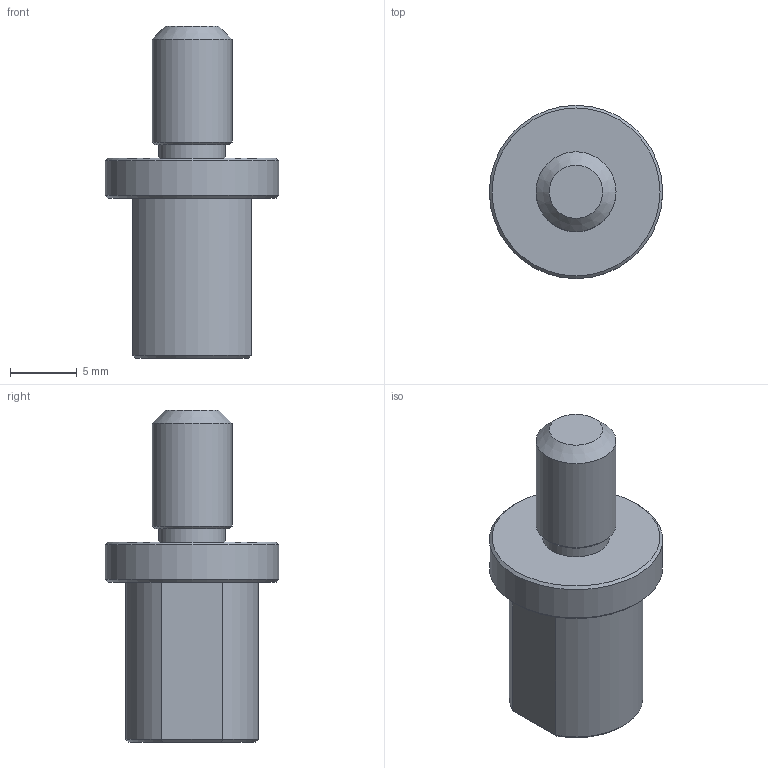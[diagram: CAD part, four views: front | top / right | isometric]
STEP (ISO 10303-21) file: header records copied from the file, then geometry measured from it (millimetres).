
FILE_DESCRIPTION(('FreeCAD Model'),'2;1');
FILE_NAME('Open CASCADE Shape Model','2025-04-06T11:28:15',('FreeCAD'),( 'FreeCAD'),'Open CASCADE STEP processor 7.8','FreeCAD','Unknown');
FILE_SCHEMA(('AUTOMOTIVE_DESIGN { 1 0 10303 214 1 1 1 1 }'));
Length unit declared in the file: millimetre
Products named in the file (1): Open CASCADE STEP translator 7.8 1
Bounding box: 13 x 13 x 24.9 mm (x, y, z)
Volume: 1315.9 mm3; surface area: 1114.2 mm2
Topology: 1 solids, 1 shells, 23 faces, 42 edges, 25 vertices
Faces by surface type: plane 10, cone 7, cylinder 6
Full cylindrical faces by diameter (mm): 5 x2, 6 x1, 13 x1
Entity records: 577 total; most frequent: DIRECTION 113, CARTESIAN_POINT 91, ORIENTED_EDGE 84, AXIS2_PLACEMENT_3D 47, EDGE_CURVE 42, FACE_BOUND 27, EDGE_LOOP 27, VERTEX_POINT 25
